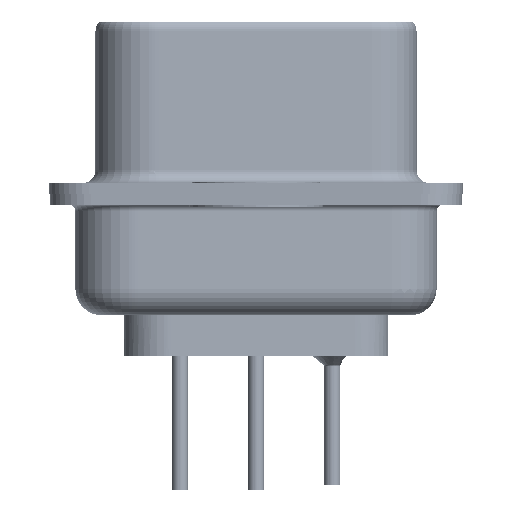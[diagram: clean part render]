
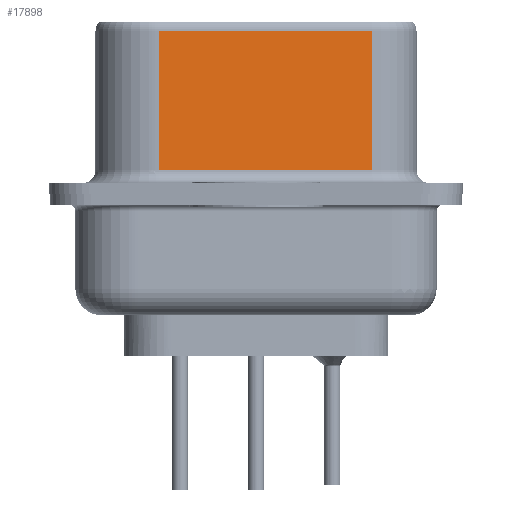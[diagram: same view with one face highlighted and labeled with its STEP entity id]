
A CAD part, left-side view. The second image highlights one B-rep face of the part: STEP entity #17898.
In plain terms, the highlighted planar face has unit normal (-0.985, -0.174, 0).
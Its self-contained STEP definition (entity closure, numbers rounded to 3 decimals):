
#610 = DIRECTION ( 'NONE',  ( -0.174, 0.985, 0. ) ) ;
#1131 = FACE_OUTER_BOUND ( 'NONE', #10372, .T. ) ;
#2266 = EDGE_CURVE ( 'NONE', #19718, #13055, #32907, .T. ) ;
#3134 = EDGE_CURVE ( 'NONE', #20142, #30864, #19673, .T. ) ;
#3394 = ORIENTED_EDGE ( 'NONE', *, *, #2266, .T. ) ;
#5474 = ORIENTED_EDGE ( 'NONE', *, *, #20797, .T. ) ;
#5655 = ORIENTED_EDGE ( 'NONE', *, *, #3134, .T. ) ;
#6879 = DIRECTION ( 'NONE',  ( -0.174, 0.985, 0. ) ) ;
#9212 = DIRECTION ( 'NONE',  ( 0.174, -0.985, 0. ) ) ;
#9757 = VECTOR ( 'NONE', #26005, 1000. ) ;
#10372 = EDGE_LOOP ( 'NONE', ( #24332, #5655, #5474, #3394 ) ) ;
#10758 = LINE ( 'NONE', #29438, #16239 ) ;
#11240 = VECTOR ( 'NONE', #6879, 1000. ) ;
#11663 = DIRECTION ( 'NONE',  ( 0.985, 0.174, 0. ) ) ;
#11970 = CARTESIAN_POINT ( 'NONE',  ( 5.132, -4.322, 0.9 ) ) ;
#12810 = CARTESIAN_POINT ( 'NONE',  ( 3.73, 3.628, 0.9 ) ) ;
#13055 = VERTEX_POINT ( 'NONE', #31482 ) ;
#16239 = VECTOR ( 'NONE', #17892, 1000. ) ;
#16839 = EDGE_CURVE ( 'NONE', #20142, #13055, #20806, .T. ) ;
#17892 = DIRECTION ( 'NONE',  ( 0., 0., -1. ) ) ;
#17898 = ADVANCED_FACE ( 'NONE', ( #1131 ), #32770, .F. ) ;
#19673 = LINE ( 'NONE', #22798, #11240 ) ;
#19718 = VERTEX_POINT ( 'NONE', #12810 ) ;
#20142 = VERTEX_POINT ( 'NONE', #25035 ) ;
#20797 = EDGE_CURVE ( 'NONE', #30864, #19718, #10758, .T. ) ;
#20806 = LINE ( 'NONE', #29108, #9757 ) ;
#22798 = CARTESIAN_POINT ( 'NONE',  ( 5.132, -4.322, 6.05 ) ) ;
#24332 = ORIENTED_EDGE ( 'NONE', *, *, #16839, .F. ) ;
#25035 = CARTESIAN_POINT ( 'NONE',  ( 5.132, -4.322, 6.05 ) ) ;
#26005 = DIRECTION ( 'NONE',  ( 0., 0., -1. ) ) ;
#26093 = VECTOR ( 'NONE', #9212, 1000. ) ;
#26281 = CARTESIAN_POINT ( 'NONE',  ( 3.73, 3.628, 6.05 ) ) ;
#29108 = CARTESIAN_POINT ( 'NONE',  ( 5.132, -4.322, 6.55 ) ) ;
#29438 = CARTESIAN_POINT ( 'NONE',  ( 3.73, 3.628, 6.55 ) ) ;
#29673 = CARTESIAN_POINT ( 'NONE',  ( 5.132, -4.322, 6.55 ) ) ;
#30864 = VERTEX_POINT ( 'NONE', #26281 ) ;
#31482 = CARTESIAN_POINT ( 'NONE',  ( 5.132, -4.322, 0.9 ) ) ;
#32770 = PLANE ( 'NONE',  #33234 ) ;
#32907 = LINE ( 'NONE', #11970, #26093 ) ;
#33234 = AXIS2_PLACEMENT_3D ( 'NONE', #29673, #11663, #610 ) ;
